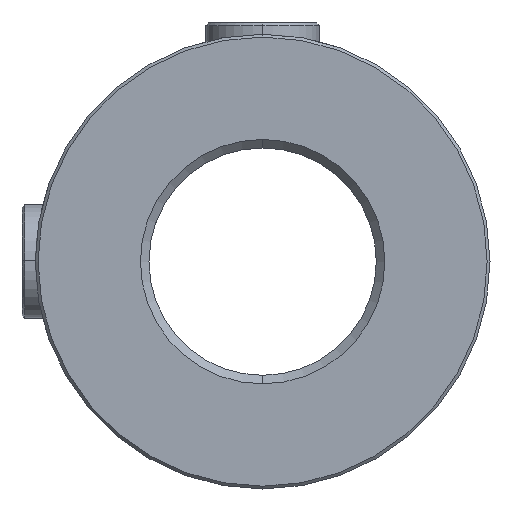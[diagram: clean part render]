
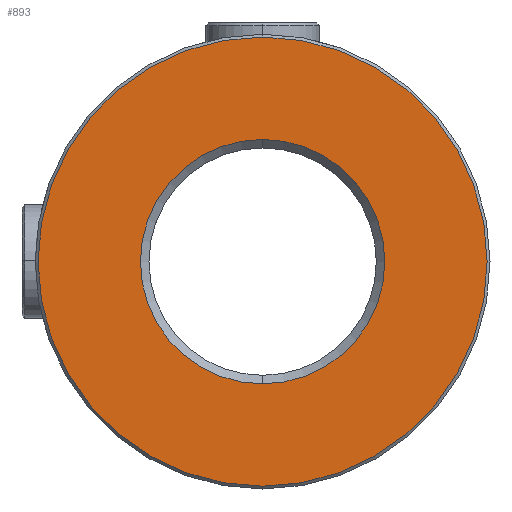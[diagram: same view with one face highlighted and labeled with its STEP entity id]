
A CAD part, left-side view. The second image highlights one B-rep face of the part: STEP entity #893.
In plain terms, the highlighted planar face has unit normal (-1, 0, 0).
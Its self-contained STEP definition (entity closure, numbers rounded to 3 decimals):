
#94 = VERTEX_POINT ( 'NONE', #2497 ) ;
#203 = CARTESIAN_POINT ( 'NONE',  ( 0., 0., 0. ) ) ;
#269 = DIRECTION ( 'NONE',  ( 0., 0., 1. ) ) ;
#401 = CARTESIAN_POINT ( 'NONE',  ( 0., 0., -7.9 ) ) ;
#493 = AXIS2_PLACEMENT_3D ( 'NONE', #203, #3174, #269 ) ;
#525 = ORIENTED_EDGE ( 'NONE', *, *, #4836, .T. ) ;
#533 = CARTESIAN_POINT ( 'NONE',  ( 0., 0., 0. ) ) ;
#851 = FACE_OUTER_BOUND ( 'NONE', #5785, .T. ) ;
#893 = ADVANCED_FACE ( 'NONE', ( #851, #4319 ), #3919, .T. ) ;
#957 = AXIS2_PLACEMENT_3D ( 'NONE', #1737, #6455, #4857 ) ;
#1098 = VERTEX_POINT ( 'NONE', #2480 ) ;
#1527 = CARTESIAN_POINT ( 'NONE',  ( 0., 0., 0. ) ) ;
#1588 = CIRCLE ( 'NONE', #3400, 4.3 ) ;
#1642 = ORIENTED_EDGE ( 'NONE', *, *, #1733, .T. ) ;
#1733 = EDGE_CURVE ( 'NONE', #4775, #1098, #4104, .T. ) ;
#1737 = CARTESIAN_POINT ( 'NONE',  ( 0., 4., 0. ) ) ;
#1931 = VERTEX_POINT ( 'NONE', #6040 ) ;
#2149 = ORIENTED_EDGE ( 'NONE', *, *, #4658, .T. ) ;
#2480 = CARTESIAN_POINT ( 'NONE',  ( 0., 0., 7.9 ) ) ;
#2497 = CARTESIAN_POINT ( 'NONE',  ( 0., 0., -4.3 ) ) ;
#2696 = DIRECTION ( 'NONE',  ( 0., 0., 1. ) ) ;
#2767 = EDGE_LOOP ( 'NONE', ( #525, #5800 ) ) ;
#3158 = CIRCLE ( 'NONE', #493, 7.9 ) ;
#3174 = DIRECTION ( 'NONE',  ( -1., 0., 0. ) ) ;
#3400 = AXIS2_PLACEMENT_3D ( 'NONE', #4449, #6545, #5474 ) ;
#3670 = DIRECTION ( 'NONE',  ( -1., 0., 0. ) ) ;
#3919 = PLANE ( 'NONE',  #957 ) ;
#4104 = CIRCLE ( 'NONE', #5803, 7.9 ) ;
#4319 = FACE_BOUND ( 'NONE', #2767, .T. ) ;
#4334 = AXIS2_PLACEMENT_3D ( 'NONE', #1527, #5110, #4760 ) ;
#4449 = CARTESIAN_POINT ( 'NONE',  ( 0., 0., 0. ) ) ;
#4658 = EDGE_CURVE ( 'NONE', #1098, #4775, #3158, .T. ) ;
#4760 = DIRECTION ( 'NONE',  ( 0., 0., 1. ) ) ;
#4775 = VERTEX_POINT ( 'NONE', #401 ) ;
#4836 = EDGE_CURVE ( 'NONE', #1931, #94, #5393, .T. ) ;
#4857 = DIRECTION ( 'NONE',  ( 0., 0., 1. ) ) ;
#5110 = DIRECTION ( 'NONE',  ( 1., 0., 0. ) ) ;
#5393 = CIRCLE ( 'NONE', #4334, 4.3 ) ;
#5474 = DIRECTION ( 'NONE',  ( 0., 0., 1. ) ) ;
#5785 = EDGE_LOOP ( 'NONE', ( #1642, #2149 ) ) ;
#5800 = ORIENTED_EDGE ( 'NONE', *, *, #5806, .T. ) ;
#5803 = AXIS2_PLACEMENT_3D ( 'NONE', #533, #3670, #2696 ) ;
#5806 = EDGE_CURVE ( 'NONE', #94, #1931, #1588, .T. ) ;
#6040 = CARTESIAN_POINT ( 'NONE',  ( 0., 0., 4.3 ) ) ;
#6455 = DIRECTION ( 'NONE',  ( -1., 0., 0. ) ) ;
#6545 = DIRECTION ( 'NONE',  ( 1., 0., 0. ) ) ;
